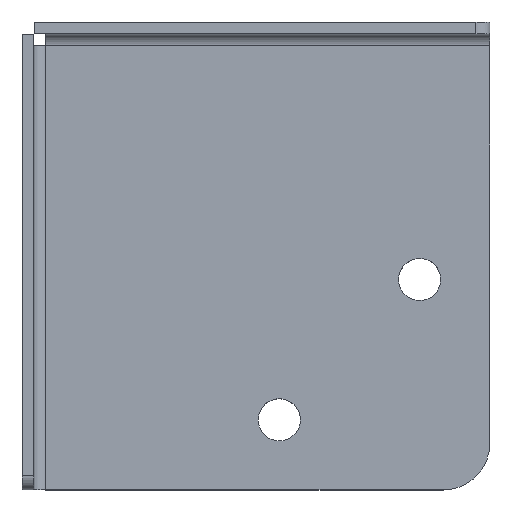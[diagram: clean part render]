
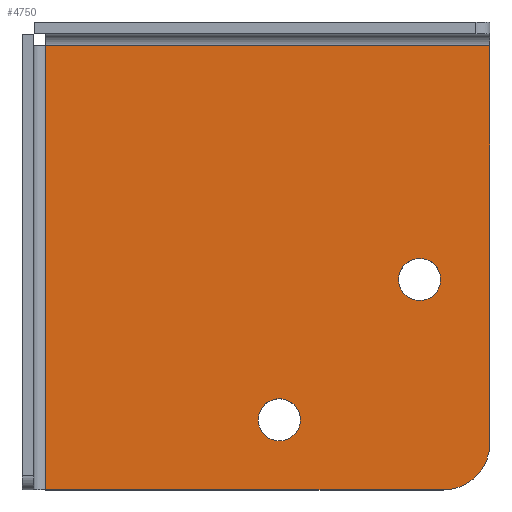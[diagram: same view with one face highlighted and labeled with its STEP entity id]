
A CAD part, top view. The second image highlights one B-rep face of the part: STEP entity #4750.
In plain terms, the highlighted planar face has unit normal (0, 0, 1).
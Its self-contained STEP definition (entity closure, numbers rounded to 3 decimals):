
#610=CARTESIAN_POINT('',(5.06,0.,0.));
#620=VERTEX_POINT('',#610);
#650=CARTESIAN_POINT('',(-30.,0.,0.));
#660=DIRECTION('',(1.,0.,0.));
#670=VECTOR('',#660,1.);
#680=LINE('',#650,#670);
#690=CARTESIAN_POINT('',(90.,0.,0.));
#700=VERTEX_POINT('',#690);
#710=EDGE_CURVE('',#620,#700,#680,.T.);
#1200=CARTESIAN_POINT('',(100.,0.,0.));
#1210=DIRECTION('',(0.,1.,0.));
#1220=VECTOR('',#1210,1.);
#1230=LINE('',#1200,#1220);
#1240=CARTESIAN_POINT('',(100.,10.,0.));
#1250=VERTEX_POINT('',#1240);
#1260=CARTESIAN_POINT('',(100.,94.94,0.));
#1270=VERTEX_POINT('',#1260);
#1280=EDGE_CURVE('',#1250,#1270,#1230,.T.);
#1940=CARTESIAN_POINT('',(90.,10.,0.));
#1950=DIRECTION('',(0.,0.,1.));
#1960=DIRECTION('',(1.,0.,0.));
#1970=AXIS2_PLACEMENT_3D('',#1940,#1950,#1960);
#1980=CIRCLE('',#1970,10.);
#1990=EDGE_CURVE('',#700,#1250,#1980,.T.);
#4210=CARTESIAN_POINT('',(0.,100.,0.));
#4220=DIRECTION('',(-0.,-0.,-1.));
#4230=DIRECTION('',(0.,-1.,0.));
#4240=AXIS2_PLACEMENT_3D('',#4210,#4220,#4230);
#4250=PLANE('',#4240);
#4260=CARTESIAN_POINT('',(55.,15.,0.));
#4270=DIRECTION('',(0.,0.,1.));
#4280=DIRECTION('',(1.,0.,0.));
#4290=AXIS2_PLACEMENT_3D('',#4260,#4270,#4280);
#4300=CIRCLE('',#4290,4.5);
#4310=CARTESIAN_POINT('',(59.5,15.,0.));
#4320=VERTEX_POINT('',#4310);
#4330=CARTESIAN_POINT('',(50.5,15.,0.));
#4340=VERTEX_POINT('',#4330);
#4350=EDGE_CURVE('',#4320,#4340,#4300,.T.);
#4360=ORIENTED_EDGE('',*,*,#4350,.F.);
#4370=EDGE_CURVE('',#4340,#4320,#4300,.T.);
#4380=ORIENTED_EDGE('',*,*,#4370,.F.);
#4390=EDGE_LOOP('',(#4380,#4360));
#4400=FACE_BOUND('',#4390,.T.);
#4410=CARTESIAN_POINT('',(85.,45.,0.));
#4420=DIRECTION('',(0.,0.,1.));
#4430=DIRECTION('',(1.,0.,0.));
#4440=AXIS2_PLACEMENT_3D('',#4410,#4420,#4430);
#4450=CIRCLE('',#4440,4.5);
#4460=CARTESIAN_POINT('',(89.5,45.,0.));
#4470=VERTEX_POINT('',#4460);
#4480=CARTESIAN_POINT('',(80.5,45.,0.));
#4490=VERTEX_POINT('',#4480);
#4500=EDGE_CURVE('',#4470,#4490,#4450,.T.);
#4510=ORIENTED_EDGE('',*,*,#4500,.F.);
#4520=EDGE_CURVE('',#4490,#4470,#4450,.T.);
#4530=ORIENTED_EDGE('',*,*,#4520,.F.);
#4540=EDGE_LOOP('',(#4530,#4510));
#4550=FACE_BOUND('',#4540,.T.);
#4560=CARTESIAN_POINT('',(0.,94.94,0.));
#4570=DIRECTION('',(-1.,0.,0.));
#4580=VECTOR('',#4570,1.);
#4590=LINE('',#4560,#4580);
#4600=CARTESIAN_POINT('',(5.06,94.94,0.));
#4610=VERTEX_POINT('',#4600);
#4620=EDGE_CURVE('',#1270,#4610,#4590,.T.);
#4630=ORIENTED_EDGE('',*,*,#4620,.T.);
#4640=ORIENTED_EDGE('',*,*,#1280,.T.);
#4650=ORIENTED_EDGE('',*,*,#1990,.T.);
#4660=ORIENTED_EDGE('',*,*,#710,.T.);
#4670=CARTESIAN_POINT('',(5.06,0.,0.));
#4680=DIRECTION('',(0.,-1.,0.));
#4690=VECTOR('',#4680,1.);
#4700=LINE('',#4670,#4690);
#4710=EDGE_CURVE('',#4610,#620,#4700,.T.);
#4720=ORIENTED_EDGE('',*,*,#4710,.T.);
#4730=EDGE_LOOP('',(#4720,#4660,#4650,#4640,#4630));
#4740=FACE_OUTER_BOUND('',#4730,.T.);
#4750=ADVANCED_FACE('',(#4400,#4550,#4740),#4250,.F.);
